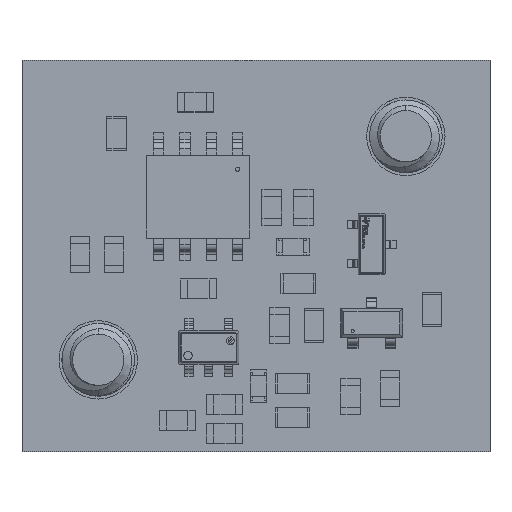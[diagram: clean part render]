
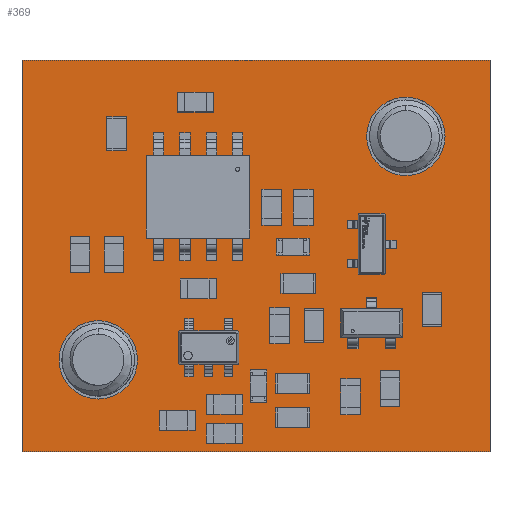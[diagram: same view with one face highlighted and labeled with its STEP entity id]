
A CAD part, top view. The second image highlights one B-rep face of the part: STEP entity #369.
In plain terms, the highlighted planar face has unit normal (0, 0, 1).
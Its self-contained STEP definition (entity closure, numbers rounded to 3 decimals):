
#168 = VERTEX_POINT('',#169);
#169 = CARTESIAN_POINT('',(85.852,40.513,0.411));
#175 = EDGE_CURVE('',#168,#176,#178,.T.);
#176 = VERTEX_POINT('',#177);
#177 = CARTESIAN_POINT('',(108.458,40.513,0.411));
#178 = LINE('',#179,#180);
#179 = CARTESIAN_POINT('',(85.852,40.513,0.411));
#180 = VECTOR('',#181,1.);
#181 = DIRECTION('',(1.,0.,0.));
#206 = EDGE_CURVE('',#176,#207,#209,.T.);
#207 = VERTEX_POINT('',#208);
#208 = CARTESIAN_POINT('',(108.458,59.436,0.411));
#209 = LINE('',#210,#211);
#210 = CARTESIAN_POINT('',(108.458,40.513,0.411));
#211 = VECTOR('',#212,1.);
#212 = DIRECTION('',(0.,1.,0.));
#237 = EDGE_CURVE('',#207,#238,#240,.T.);
#238 = VERTEX_POINT('',#239);
#239 = CARTESIAN_POINT('',(85.852,59.436,0.411));
#240 = LINE('',#241,#242);
#241 = CARTESIAN_POINT('',(108.458,59.436,0.411));
#242 = VECTOR('',#243,1.);
#243 = DIRECTION('',(-1.,0.,0.));
#268 = EDGE_CURVE('',#238,#168,#269,.T.);
#269 = LINE('',#270,#271);
#270 = CARTESIAN_POINT('',(85.852,59.436,0.411));
#271 = VECTOR('',#272,1.);
#272 = DIRECTION('',(0.,-1.,0.));
#292 = VERTEX_POINT('',#293);
#293 = CARTESIAN_POINT('',(91.427,44.958,0.411));
#299 = EDGE_CURVE('',#292,#292,#300,.T.);
#300 = CIRCLE('',#301,1.892);
#301 = AXIS2_PLACEMENT_3D('',#302,#303,#304);
#302 = CARTESIAN_POINT('',(89.535,44.958,0.411));
#303 = DIRECTION('',(0.,0.,1.));
#304 = DIRECTION('',(1.,0.,-0.));
#325 = VERTEX_POINT('',#326);
#326 = CARTESIAN_POINT('',(106.286,55.753,0.411));
#332 = EDGE_CURVE('',#325,#325,#333,.T.);
#333 = CIRCLE('',#334,1.892);
#334 = AXIS2_PLACEMENT_3D('',#335,#336,#337);
#335 = CARTESIAN_POINT('',(104.394,55.753,0.411));
#336 = DIRECTION('',(0.,0.,1.));
#337 = DIRECTION('',(1.,0.,-0.));
#369 = ADVANCED_FACE('',(#370,#376,#379),#382,.T.);
#370 = FACE_BOUND('',#371,.T.);
#371 = EDGE_LOOP('',(#372,#373,#374,#375));
#372 = ORIENTED_EDGE('',*,*,#175,.T.);
#373 = ORIENTED_EDGE('',*,*,#206,.T.);
#374 = ORIENTED_EDGE('',*,*,#237,.T.);
#375 = ORIENTED_EDGE('',*,*,#268,.T.);
#376 = FACE_BOUND('',#377,.T.);
#377 = EDGE_LOOP('',(#378));
#378 = ORIENTED_EDGE('',*,*,#299,.F.);
#379 = FACE_BOUND('',#380,.T.);
#380 = EDGE_LOOP('',(#381));
#381 = ORIENTED_EDGE('',*,*,#332,.F.);
#382 = PLANE('',#383);
#383 = AXIS2_PLACEMENT_3D('',#384,#385,#386);
#384 = CARTESIAN_POINT('',(97.155,49.975,0.411));
#385 = DIRECTION('',(0.,0.,1.));
#386 = DIRECTION('',(1.,0.,-0.));
